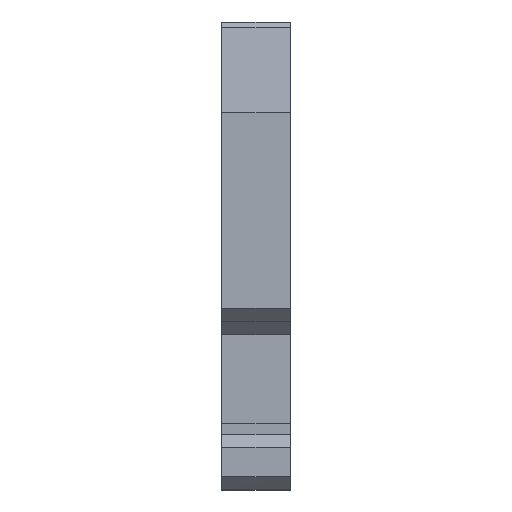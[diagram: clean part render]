
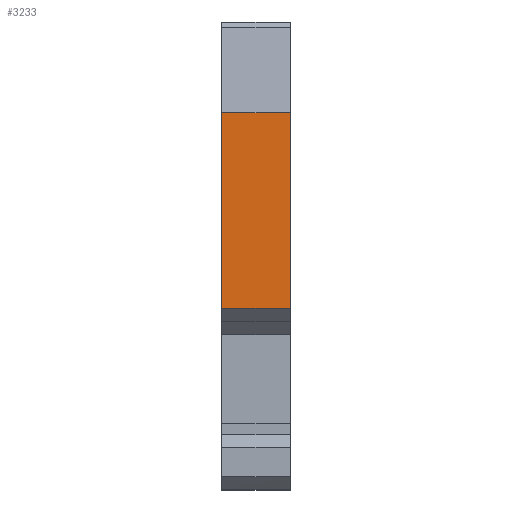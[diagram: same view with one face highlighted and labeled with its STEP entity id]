
A CAD part, left-side view. The second image highlights one B-rep face of the part: STEP entity #3233.
In plain terms, the highlighted free-form (B-spline) face has degree [1, 1] with [2, 2] control points.
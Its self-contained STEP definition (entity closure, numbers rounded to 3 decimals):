
#1776=CARTESIAN_POINT('',(-24.4,-40.995,-7.305));
#1777=VERTEX_POINT('',#1776);
#1784=CARTESIAN_POINT('',(-24.4,-40.995,7.491));
#1785=VERTEX_POINT('',#1784);
#1786=CARTESIAN_POINT('',(-24.4,-40.995,-7.305));
#1787=CARTESIAN_POINT('',(-24.4,-40.995,7.491));
#1788=B_SPLINE_CURVE_WITH_KNOTS('',1,(#1786,#1787),.POLYLINE_FORM.,.F.,.U.,(2,2),(0.,1.),.UNSPECIFIED.);
#1789=EDGE_CURVE('',#1777,#1785,#1788,.T.);
#2702=CARTESIAN_POINT('',(-24.4,-46.195,-7.305));
#2703=VERTEX_POINT('',#2702);
#2704=CARTESIAN_POINT('',(-24.4,-40.995,-7.305));
#2705=CARTESIAN_POINT('',(-24.4,-46.195,-7.305));
#2706=B_SPLINE_CURVE_WITH_KNOTS('',1,(#2704,#2705),.POLYLINE_FORM.,.F.,.U.,(2,2),(0.,1.),.UNSPECIFIED.);
#2707=EDGE_CURVE('',#1777,#2703,#2706,.T.);
#3035=CARTESIAN_POINT('',(-24.4,-46.195,7.491));
#3036=VERTEX_POINT('',#3035);
#3042=CARTESIAN_POINT('',(-24.4,-46.195,7.491));
#3043=CARTESIAN_POINT('',(-24.4,-46.195,-7.305));
#3044=B_SPLINE_CURVE_WITH_KNOTS('',1,(#3042,#3043),.POLYLINE_FORM.,.F.,.U.,(2,2),(0.498,0.499),.UNSPECIFIED.);
#3045=EDGE_CURVE('',#3036,#2703,#3044,.T.);
#3218=CARTESIAN_POINT('',(-24.4,-46.195,13.932));
#3219=CARTESIAN_POINT('',(-24.4,-40.995,13.932));
#3220=CARTESIAN_POINT('',(-24.4,-46.195,-7.305));
#3221=CARTESIAN_POINT('',(-24.4,-40.995,-7.305));
#3222=B_SPLINE_SURFACE_WITH_KNOTS('',1,1,((#3218,#3219),(#3220,#3221)),.PLANE_SURF.,.F.,.F.,.U.,(2,2),(2,2),(-0.478,1.),(0.,1.),.UNSPECIFIED.);
#3223=ORIENTED_EDGE('',*,*,#2707,.F.);
#3224=ORIENTED_EDGE('',*,*,#1789,.T.);
#3225=CARTESIAN_POINT('',(-24.4,-40.995,7.491));
#3226=CARTESIAN_POINT('',(-24.4,-46.195,7.491));
#3227=B_SPLINE_CURVE_WITH_KNOTS('',1,(#3225,#3226),.POLYLINE_FORM.,.F.,.U.,(2,2),(0.469,0.531),.UNSPECIFIED.);
#3228=EDGE_CURVE('',#1785,#3036,#3227,.T.);
#3229=ORIENTED_EDGE('',*,*,#3228,.T.);
#3230=ORIENTED_EDGE('',*,*,#3045,.T.);
#3231=EDGE_LOOP('',(#3223,#3224,#3229,#3230));
#3232=FACE_OUTER_BOUND('',#3231,.F.);
#3233=ADVANCED_FACE('',(#3232),#3222,.F.);
